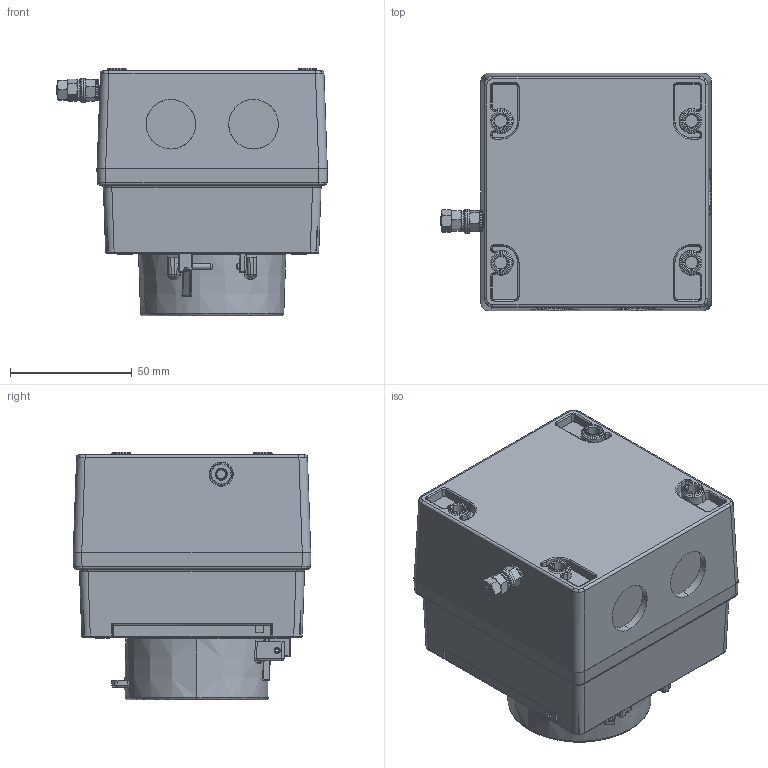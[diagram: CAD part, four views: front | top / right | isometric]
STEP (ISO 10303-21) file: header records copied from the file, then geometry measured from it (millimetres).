
FILE_DESCRIPTION (( 'STEP AP203' ), '1' );
FILE_NAME ('D150-05-101-3D_Issue_1.STEP', '2020-03-31T07:40:29', ( '' ), ( '' ), 'SwSTEP 2.0', 'SolidWorks 2020', '' );
FILE_SCHEMA (( 'CONFIG_CONTROL_DESIGN' ));
Products named in the file (1): D150-05-101-3D_Issue_1
Bounding box: 111.4 x 97.8 x 101.7 mm (x, y, z)
Volume: 712793.3 mm3; surface area: 63274.6 mm2
Topology: 10 solids, 22 shells, 1110 faces, 2625 edges, 1590 vertices
Faces by surface type: plane 324, cylinder 300, cone 197, torus 162, bspline 99, sphere 28
Entity records: 45311 total; most frequent: CARTESIAN_POINT 21033, ORIENTED_EDGE 5220, DIRECTION 4981, EDGE_CURVE 2610, AXIS2_PLACEMENT_3D 1983, VERTEX_POINT 1587, EDGE_LOOP 1173, FACE_OUTER_BOUND 1110
